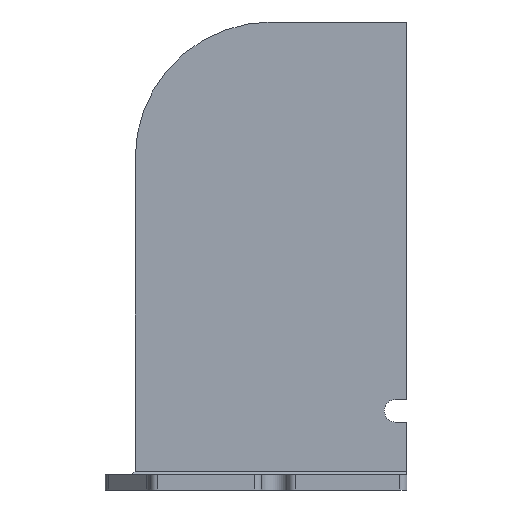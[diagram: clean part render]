
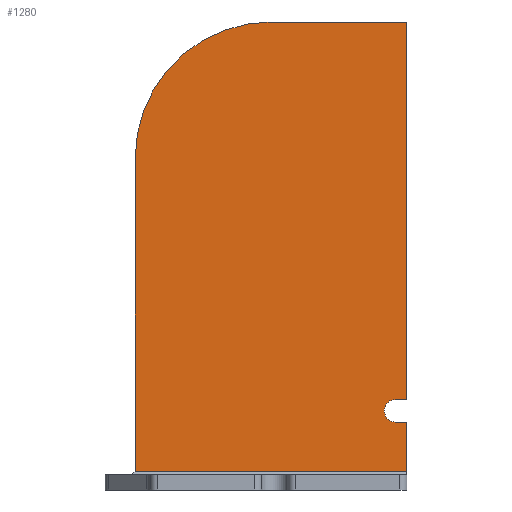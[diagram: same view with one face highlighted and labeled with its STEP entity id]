
A CAD part, left-side view. The second image highlights one B-rep face of the part: STEP entity #1280.
In plain terms, the highlighted planar face has unit normal (-1, 0, 0).
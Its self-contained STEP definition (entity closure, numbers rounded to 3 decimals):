
#72=CIRCLE('',#1394,1.5);
#73=CIRCLE('',#1395,18.);
#118=FACE_OUTER_BOUND('',#183,.T.);
#183=EDGE_LOOP('',(#996,#997,#998,#999,#1000,#1001,#1002,#1003,#1004));
#215=LINE('',#1806,#361);
#295=LINE('',#2036,#441);
#299=LINE('',#2045,#445);
#302=LINE('',#2051,#448);
#303=LINE('',#2053,#449);
#304=LINE('',#2057,#450);
#305=LINE('',#2058,#451);
#361=VECTOR('',#1438,10.);
#441=VECTOR('',#1654,10.);
#445=VECTOR('',#1660,10.);
#448=VECTOR('',#1665,10.);
#449=VECTOR('',#1666,10.);
#450=VECTOR('',#1669,10.);
#451=VECTOR('',#1670,10.);
#507=VERTEX_POINT('',#1803);
#508=VERTEX_POINT('',#1805);
#590=VERTEX_POINT('',#2035);
#592=VERTEX_POINT('',#2041);
#594=VERTEX_POINT('',#2044);
#596=VERTEX_POINT('',#2050);
#597=VERTEX_POINT('',#2052);
#598=VERTEX_POINT('',#2054);
#599=VERTEX_POINT('',#2056);
#633=EDGE_CURVE('',#507,#508,#215,.T.);
#747=EDGE_CURVE('',#508,#590,#295,.T.);
#751=EDGE_CURVE('',#592,#594,#299,.T.);
#754=EDGE_CURVE('',#507,#596,#302,.T.);
#755=EDGE_CURVE('',#596,#597,#303,.T.);
#756=EDGE_CURVE('',#597,#598,#72,.T.);
#757=EDGE_CURVE('',#598,#599,#304,.T.);
#758=EDGE_CURVE('',#599,#594,#305,.T.);
#759=EDGE_CURVE('',#592,#590,#73,.T.);
#996=ORIENTED_EDGE('',*,*,#633,.F.);
#997=ORIENTED_EDGE('',*,*,#754,.T.);
#998=ORIENTED_EDGE('',*,*,#755,.T.);
#999=ORIENTED_EDGE('',*,*,#756,.T.);
#1000=ORIENTED_EDGE('',*,*,#757,.T.);
#1001=ORIENTED_EDGE('',*,*,#758,.T.);
#1002=ORIENTED_EDGE('',*,*,#751,.F.);
#1003=ORIENTED_EDGE('',*,*,#759,.T.);
#1004=ORIENTED_EDGE('',*,*,#747,.F.);
#1221=PLANE('',#1393);
#1280=ADVANCED_FACE('',(#118),#1221,.T.);
#1393=AXIS2_PLACEMENT_3D('',#2049,#1663,#1664);
#1394=AXIS2_PLACEMENT_3D('',#2055,#1667,#1668);
#1395=AXIS2_PLACEMENT_3D('',#2059,#1671,#1672);
#1438=DIRECTION('',(0.,1.,0.));
#1654=DIRECTION('',(0.,0.,1.));
#1660=DIRECTION('',(0.,-1.,0.));
#1663=DIRECTION('center_axis',(-1.,0.,0.));
#1664=DIRECTION('ref_axis',(0.,-1.,0.));
#1665=DIRECTION('',(0.,0.,1.));
#1666=DIRECTION('',(0.,1.,0.));
#1667=DIRECTION('center_axis',(1.,0.,0.));
#1668=DIRECTION('ref_axis',(0.,1.,0.));
#1669=DIRECTION('',(0.,-1.,0.));
#1670=DIRECTION('',(0.,0.,1.));
#1671=DIRECTION('center_axis',(-1.,0.,0.));
#1672=DIRECTION('ref_axis',(0.,1.,0.));
#1803=CARTESIAN_POINT('',(10.,0.,2.5));
#1805=CARTESIAN_POINT('',(10.,36.,2.5));
#1806=CARTESIAN_POINT('',(10.,28.,2.5));
#2035=CARTESIAN_POINT('',(10.,36.,44.));
#2036=CARTESIAN_POINT('',(10.,36.,2.));
#2041=CARTESIAN_POINT('',(10.,18.,62.));
#2044=CARTESIAN_POINT('',(10.,0.,62.));
#2045=CARTESIAN_POINT('',(10.,0.,62.));
#2049=CARTESIAN_POINT('Origin',(10.,36.,2.));
#2050=CARTESIAN_POINT('',(10.,0.,9.));
#2051=CARTESIAN_POINT('',(10.,0.,2.));
#2052=CARTESIAN_POINT('',(10.,1.5,9.));
#2053=CARTESIAN_POINT('',(10.,18.,9.));
#2054=CARTESIAN_POINT('',(10.,1.5,12.));
#2055=CARTESIAN_POINT('Origin',(10.,1.5,10.5));
#2056=CARTESIAN_POINT('',(10.,0.,12.));
#2057=CARTESIAN_POINT('',(10.,18.,12.));
#2058=CARTESIAN_POINT('',(10.,0.,2.));
#2059=CARTESIAN_POINT('Origin',(10.,18.,44.));
